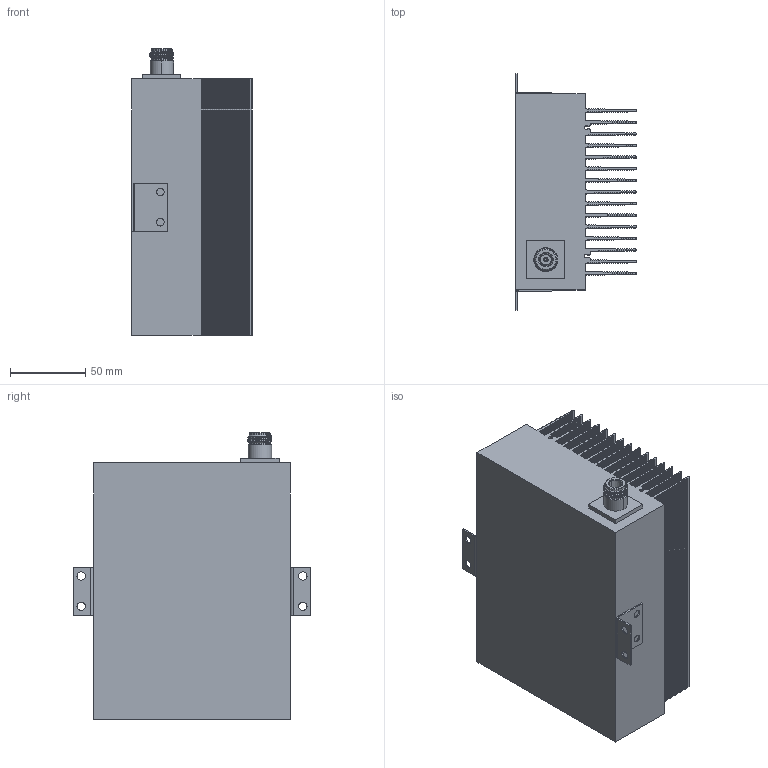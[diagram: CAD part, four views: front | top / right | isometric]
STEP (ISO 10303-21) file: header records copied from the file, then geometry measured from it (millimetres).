
FILE_DESCRIPTION (( 'STEP AP214' ), '1' );
FILE_NAME ('FMTR1154_3D.step', '2023-03-13T23:53:11', ( '' ), ( '' ), 'SwSTEP 2.0', 'SolidWorks 2022', '' );
FILE_SCHEMA (( 'AUTOMOTIVE_DESIGN' ));
Length unit declared in the file: inch
Products named in the file (5): Copy of N-Type^FMTR1154; FMTR1154_3D; Copy of Bracket^FMTR1154; Copy of L200 HOUSING^FMTR1154; Copy (2) of Bracket^FMTR1154
Assembly tree (4 placements, depth 2):
  FMTR1154_3D
    Copy of L200 HOUSING^FMTR1154
    Copy of N-Type^FMTR1154
    Copy of Bracket^FMTR1154
    Copy (2) of Bracket^FMTR1154
Bounding box: 80 x 157 x 190.1 mm (x, y, z)
Volume: 1162248.7 mm3; surface area: 268135.6 mm2
Topology: 4 solids, 4 shells, 1777 faces, 5270 edges, 3509 vertices
Faces by surface type: plane 1669, cylinder 83, cone 22, bspline 3
Entity records: 59888 total; most frequent: CARTESIAN_POINT 12082, ORIENTED_EDGE 10540, DIRECTION 8913, EDGE_CURVE 5270, VECTOR 5035, LINE 5035, VERTEX_POINT 3509, AXIS2_PLACEMENT_3D 1939
